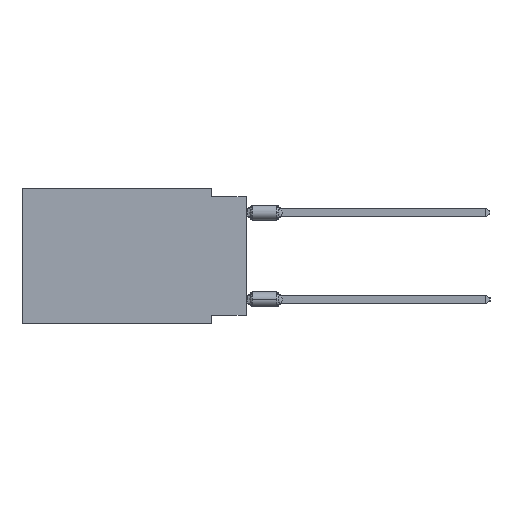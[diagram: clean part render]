
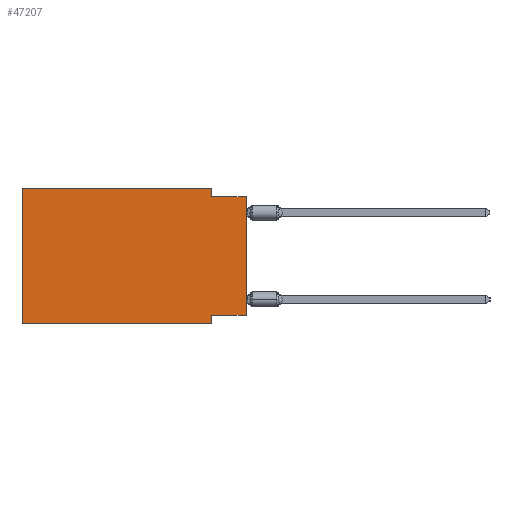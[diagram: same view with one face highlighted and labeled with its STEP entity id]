
A CAD part, left-side view. The second image highlights one B-rep face of the part: STEP entity #47207.
In plain terms, the highlighted planar face has unit normal (-1, 0, 0).
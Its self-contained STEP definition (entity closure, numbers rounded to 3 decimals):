
#888 = ORIENTED_EDGE ( 'NONE', *, *, #39715, .F. ) ;
#1073 = VECTOR ( 'NONE', #1476, 1000. ) ;
#1476 = DIRECTION ( 'NONE',  ( 0., -1., 0. ) ) ;
#1639 = EDGE_LOOP ( 'NONE', ( #59402, #47746, #47292, #48466, #888, #4441, #53281, #41121 ) ) ;
#2139 = VERTEX_POINT ( 'NONE', #54787 ) ;
#2198 = VECTOR ( 'NONE', #43369, 1000. ) ;
#3360 = CARTESIAN_POINT ( 'NONE',  ( 0., 16.383, 0. ) ) ;
#4441 = ORIENTED_EDGE ( 'NONE', *, *, #42565, .T. ) ;
#4539 = DIRECTION ( 'NONE',  ( 0., 0., 1. ) ) ;
#4742 = DIRECTION ( 'NONE',  ( 0., 0., 1. ) ) ;
#4756 = CARTESIAN_POINT ( 'NONE',  ( 0., 16.383, -9.906 ) ) ;
#7458 = CARTESIAN_POINT ( 'NONE',  ( 0., 16.383, -9.906 ) ) ;
#8157 = DIRECTION ( 'NONE',  ( 0., 1., 0. ) ) ;
#8477 = CARTESIAN_POINT ( 'NONE',  ( 0., 0., -9.271 ) ) ;
#9528 = CARTESIAN_POINT ( 'NONE',  ( 0., 16.383, 0. ) ) ;
#12340 = EDGE_CURVE ( 'NONE', #46790, #20580, #49830, .T. ) ;
#12472 = VERTEX_POINT ( 'NONE', #7458 ) ;
#14069 = VECTOR ( 'NONE', #8157, 1000. ) ;
#15417 = VECTOR ( 'NONE', #20947, 1000. ) ;
#19221 = CARTESIAN_POINT ( 'NONE',  ( 0., 0., -9.271 ) ) ;
#20580 = VERTEX_POINT ( 'NONE', #40939 ) ;
#20947 = DIRECTION ( 'NONE',  ( 0., 0., -1. ) ) ;
#21262 = VERTEX_POINT ( 'NONE', #19221 ) ;
#22281 = FACE_OUTER_BOUND ( 'NONE', #1639, .T. ) ;
#23965 = VERTEX_POINT ( 'NONE', #34733 ) ;
#24248 = VECTOR ( 'NONE', #4742, 1000. ) ;
#24298 = EDGE_CURVE ( 'NONE', #21262, #23965, #38524, .T. ) ;
#25610 = EDGE_CURVE ( 'NONE', #21262, #46790, #27412, .T. ) ;
#26476 = LINE ( 'NONE', #41247, #1073 ) ;
#27039 = LINE ( 'NONE', #47233, #46518 ) ;
#27412 = LINE ( 'NONE', #8477, #14069 ) ;
#28355 = DIRECTION ( 'NONE',  ( 0., 0., -1. ) ) ;
#31212 = CARTESIAN_POINT ( 'NONE',  ( 0., 2.54, -9.906 ) ) ;
#31234 = CARTESIAN_POINT ( 'NONE',  ( 0., 2.54, 0. ) ) ;
#33485 = PLANE ( 'NONE',  #39279 ) ;
#34558 = LINE ( 'NONE', #44516, #24248 ) ;
#34733 = CARTESIAN_POINT ( 'NONE',  ( 0., 0., -0.635 ) ) ;
#35996 = LINE ( 'NONE', #59763, #58118 ) ;
#36676 = VERTEX_POINT ( 'NONE', #9528 ) ;
#37125 = CARTESIAN_POINT ( 'NONE',  ( 0., 2.54, -9.271 ) ) ;
#38524 = LINE ( 'NONE', #62925, #56132 ) ;
#39279 = AXIS2_PLACEMENT_3D ( 'NONE', #3360, #58523, #28355 ) ;
#39715 = EDGE_CURVE ( 'NONE', #12472, #36676, #34558, .T. ) ;
#40678 = EDGE_CURVE ( 'NONE', #2139, #23965, #35996, .T. ) ;
#40939 = CARTESIAN_POINT ( 'NONE',  ( 0., 2.54, -9.906 ) ) ;
#41121 = ORIENTED_EDGE ( 'NONE', *, *, #25610, .F. ) ;
#41140 = DIRECTION ( 'NONE',  ( 0., -1., 0. ) ) ;
#41247 = CARTESIAN_POINT ( 'NONE',  ( 0., 16.383, 0. ) ) ;
#42565 = EDGE_CURVE ( 'NONE', #12472, #20580, #48702, .T. ) ;
#43369 = DIRECTION ( 'NONE',  ( 0., -1., 0. ) ) ;
#44516 = CARTESIAN_POINT ( 'NONE',  ( 0., 16.383, 0. ) ) ;
#45765 = EDGE_CURVE ( 'NONE', #58398, #2139, #27039, .T. ) ;
#46518 = VECTOR ( 'NONE', #46622, 1000. ) ;
#46622 = DIRECTION ( 'NONE',  ( 0., 0., -1. ) ) ;
#46790 = VERTEX_POINT ( 'NONE', #37125 ) ;
#47207 = ADVANCED_FACE ( 'NONE', ( #22281 ), #33485, .F. ) ;
#47233 = CARTESIAN_POINT ( 'NONE',  ( 0., 2.54, 0. ) ) ;
#47292 = ORIENTED_EDGE ( 'NONE', *, *, #45765, .F. ) ;
#47746 = ORIENTED_EDGE ( 'NONE', *, *, #40678, .F. ) ;
#48466 = ORIENTED_EDGE ( 'NONE', *, *, #63376, .F. ) ;
#48702 = LINE ( 'NONE', #4756, #2198 ) ;
#49830 = LINE ( 'NONE', #31212, #15417 ) ;
#53281 = ORIENTED_EDGE ( 'NONE', *, *, #12340, .F. ) ;
#54787 = CARTESIAN_POINT ( 'NONE',  ( 0., 2.54, -0.635 ) ) ;
#56132 = VECTOR ( 'NONE', #4539, 1000. ) ;
#58118 = VECTOR ( 'NONE', #41140, 1000. ) ;
#58398 = VERTEX_POINT ( 'NONE', #31234 ) ;
#58523 = DIRECTION ( 'NONE',  ( 1., 0., 0. ) ) ;
#59402 = ORIENTED_EDGE ( 'NONE', *, *, #24298, .T. ) ;
#59763 = CARTESIAN_POINT ( 'NONE',  ( 0., 0., -0.635 ) ) ;
#62925 = CARTESIAN_POINT ( 'NONE',  ( 0., 0., 0. ) ) ;
#63376 = EDGE_CURVE ( 'NONE', #36676, #58398, #26476, .T. ) ;
